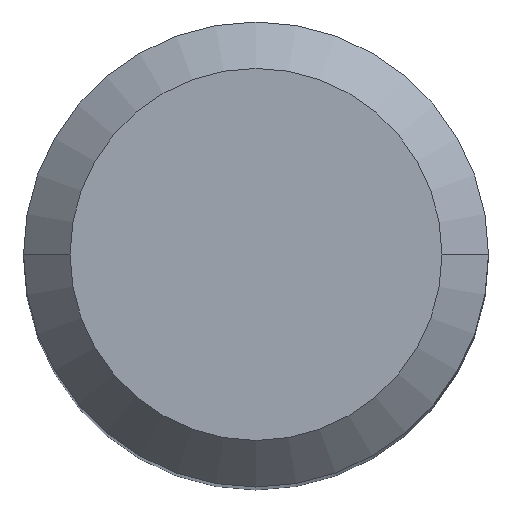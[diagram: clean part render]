
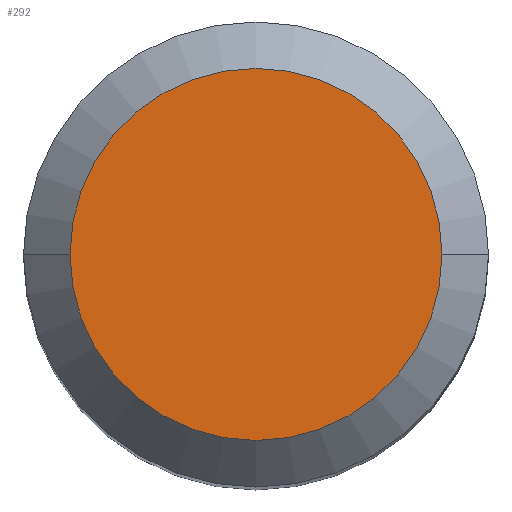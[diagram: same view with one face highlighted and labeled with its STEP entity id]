
A CAD part, top view. The second image highlights one B-rep face of the part: STEP entity #292.
In plain terms, the highlighted planar face has unit normal (0, 0, 1).
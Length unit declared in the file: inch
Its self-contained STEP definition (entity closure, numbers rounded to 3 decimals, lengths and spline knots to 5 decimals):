
#1 = CARTESIAN_POINT ( 'NONE',  ( 0., 0., 0. ) ) ;
#42 = DIRECTION ( 'NONE',  ( 1., 0., 0. ) ) ;
#56 = DIRECTION ( 'NONE',  ( 1., 0., 0. ) ) ;
#79 = CIRCLE ( 'NONE', #418, 0.18896 ) ;
#84 = EDGE_CURVE ( 'NONE', #218, #436, #481, .T. ) ;
#103 = DIRECTION ( 'NONE',  ( 0., 0., -1. ) ) ;
#132 = DIRECTION ( 'NONE',  ( -1., 0., 0. ) ) ;
#173 = CARTESIAN_POINT ( 'NONE',  ( 0., 0., 0. ) ) ;
#176 = PLANE ( 'NONE',  #188 ) ;
#188 = AXIS2_PLACEMENT_3D ( 'NONE', #173, #103, #132 ) ;
#189 = EDGE_LOOP ( 'NONE', ( #415, #426 ) ) ;
#201 = CARTESIAN_POINT ( 'NONE',  ( 0., 0., 0. ) ) ;
#218 = VERTEX_POINT ( 'NONE', #285 ) ;
#246 = CARTESIAN_POINT ( 'NONE',  ( 0.18896, 0., 0. ) ) ;
#285 = CARTESIAN_POINT ( 'NONE',  ( -0.18896, 0., 0. ) ) ;
#292 = ADVANCED_FACE ( 'NONE', ( #354 ), #176, .F. ) ;
#354 = FACE_OUTER_BOUND ( 'NONE', #189, .T. ) ;
#371 = AXIS2_PLACEMENT_3D ( 'NONE', #1, #387, #42 ) ;
#387 = DIRECTION ( 'NONE',  ( 0., 0., 1. ) ) ;
#401 = DIRECTION ( 'NONE',  ( 0., 0., 1. ) ) ;
#415 = ORIENTED_EDGE ( 'NONE', *, *, #84, .T. ) ;
#418 = AXIS2_PLACEMENT_3D ( 'NONE', #201, #401, #56 ) ;
#426 = ORIENTED_EDGE ( 'NONE', *, *, #480, .T. ) ;
#436 = VERTEX_POINT ( 'NONE', #246 ) ;
#480 = EDGE_CURVE ( 'NONE', #436, #218, #79, .T. ) ;
#481 = CIRCLE ( 'NONE', #371, 0.18896 ) ;
